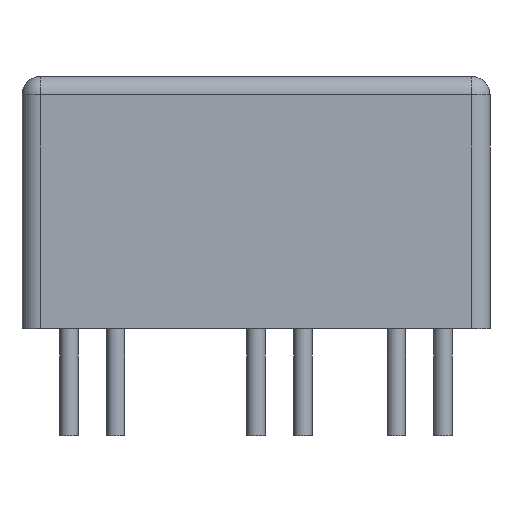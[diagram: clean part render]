
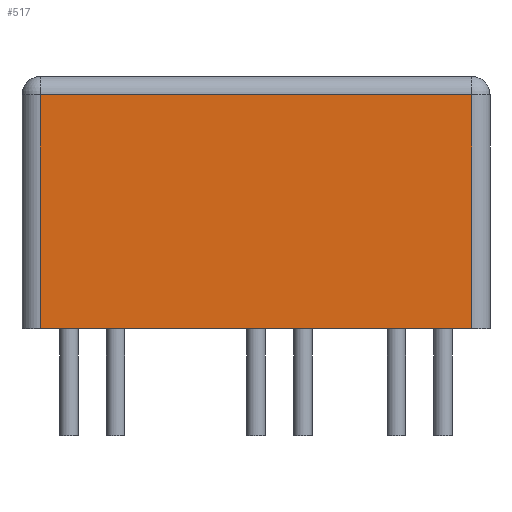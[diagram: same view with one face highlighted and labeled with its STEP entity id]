
A CAD part, left-side view. The second image highlights one B-rep face of the part: STEP entity #517.
In plain terms, the highlighted planar face has unit normal (-1, 0, 0).
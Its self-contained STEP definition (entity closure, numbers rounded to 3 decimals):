
#44 = PLANE('',#45);
#45 = AXIS2_PLACEMENT_3D('',#46,#47,#48);
#46 = CARTESIAN_POINT('',(25.4,12.7,0.));
#47 = DIRECTION('',(0.,0.,1.));
#48 = DIRECTION('',(1.,0.,0.));
#72 = CYLINDRICAL_SURFACE('',#73,1.);
#73 = AXIS2_PLACEMENT_3D('',#74,#75,#76);
#74 = CARTESIAN_POINT('',(1.,1.,0.));
#75 = DIRECTION('',(0.,0.,1.));
#76 = DIRECTION('',(0.,-1.,0.));
#252 = VERTEX_POINT('',#253);
#253 = CARTESIAN_POINT('',(0.,24.4,0.));
#268 = CYLINDRICAL_SURFACE('',#269,1.);
#269 = AXIS2_PLACEMENT_3D('',#270,#271,#272);
#270 = CARTESIAN_POINT('',(1.,24.4,0.));
#271 = DIRECTION('',(0.,0.,1.));
#272 = DIRECTION('',(0.,1.,0.));
#280 = EDGE_CURVE('',#252,#281,#283,.T.);
#281 = VERTEX_POINT('',#282);
#282 = CARTESIAN_POINT('',(0.,1.,0.));
#283 = SURFACE_CURVE('',#284,(#288,#295),.PCURVE_S1.);
#284 = LINE('',#285,#286);
#285 = CARTESIAN_POINT('',(0.,25.4,0.));
#286 = VECTOR('',#287,1.);
#287 = DIRECTION('',(0.,-1.,0.));
#288 = PCURVE('',#44,#289);
#289 = DEFINITIONAL_REPRESENTATION('',(#290),#294);
#290 = LINE('',#291,#292);
#291 = CARTESIAN_POINT('',(-25.4,12.7));
#292 = VECTOR('',#293,1.);
#293 = DIRECTION('',(0.,-1.));
#294 = ( GEOMETRIC_REPRESENTATION_CONTEXT(2) 
PARAMETRIC_REPRESENTATION_CONTEXT() REPRESENTATION_CONTEXT('2D SPACE',''
  ) );
#295 = PCURVE('',#296,#301);
#296 = PLANE('',#297);
#297 = AXIS2_PLACEMENT_3D('',#298,#299,#300);
#298 = CARTESIAN_POINT('',(0.,25.4,0.));
#299 = DIRECTION('',(1.,0.,0.));
#300 = DIRECTION('',(0.,-1.,0.));
#301 = DEFINITIONAL_REPRESENTATION('',(#302),#306);
#302 = LINE('',#303,#304);
#303 = CARTESIAN_POINT('',(0.,0.));
#304 = VECTOR('',#305,1.);
#305 = DIRECTION('',(1.,0.));
#306 = ( GEOMETRIC_REPRESENTATION_CONTEXT(2) 
PARAMETRIC_REPRESENTATION_CONTEXT() REPRESENTATION_CONTEXT('2D SPACE',''
  ) );
#338 = EDGE_CURVE('',#281,#339,#341,.T.);
#339 = VERTEX_POINT('',#340);
#340 = CARTESIAN_POINT('',(0.,1.,12.7));
#341 = SURFACE_CURVE('',#342,(#346,#353),.PCURVE_S1.);
#342 = LINE('',#343,#344);
#343 = CARTESIAN_POINT('',(0.,1.,0.));
#344 = VECTOR('',#345,1.);
#345 = DIRECTION('',(0.,0.,1.));
#346 = PCURVE('',#72,#347);
#347 = DEFINITIONAL_REPRESENTATION('',(#348),#352);
#348 = LINE('',#349,#350);
#349 = CARTESIAN_POINT('',(-1.571,0.));
#350 = VECTOR('',#351,1.);
#351 = DIRECTION('',(0.,1.));
#352 = ( GEOMETRIC_REPRESENTATION_CONTEXT(2) 
PARAMETRIC_REPRESENTATION_CONTEXT() REPRESENTATION_CONTEXT('2D SPACE',''
  ) );
#353 = PCURVE('',#296,#354);
#354 = DEFINITIONAL_REPRESENTATION('',(#355),#359);
#355 = LINE('',#356,#357);
#356 = CARTESIAN_POINT('',(24.4,0.));
#357 = VECTOR('',#358,1.);
#358 = DIRECTION('',(0.,-1.));
#359 = ( GEOMETRIC_REPRESENTATION_CONTEXT(2) 
PARAMETRIC_REPRESENTATION_CONTEXT() REPRESENTATION_CONTEXT('2D SPACE',''
  ) );
#517 = ADVANCED_FACE('',(#518),#296,.F.);
#518 = FACE_BOUND('',#519,.F.);
#519 = EDGE_LOOP('',(#520,#521,#544,#570));
#520 = ORIENTED_EDGE('',*,*,#280,.F.);
#521 = ORIENTED_EDGE('',*,*,#522,.T.);
#522 = EDGE_CURVE('',#252,#523,#525,.T.);
#523 = VERTEX_POINT('',#524);
#524 = CARTESIAN_POINT('',(0.,24.4,12.7));
#525 = SURFACE_CURVE('',#526,(#530,#537),.PCURVE_S1.);
#526 = LINE('',#527,#528);
#527 = CARTESIAN_POINT('',(0.,24.4,0.));
#528 = VECTOR('',#529,1.);
#529 = DIRECTION('',(0.,0.,1.));
#530 = PCURVE('',#296,#531);
#531 = DEFINITIONAL_REPRESENTATION('',(#532),#536);
#532 = LINE('',#533,#534);
#533 = CARTESIAN_POINT('',(1.,0.));
#534 = VECTOR('',#535,1.);
#535 = DIRECTION('',(0.,-1.));
#536 = ( GEOMETRIC_REPRESENTATION_CONTEXT(2) 
PARAMETRIC_REPRESENTATION_CONTEXT() REPRESENTATION_CONTEXT('2D SPACE',''
  ) );
#537 = PCURVE('',#268,#538);
#538 = DEFINITIONAL_REPRESENTATION('',(#539),#543);
#539 = LINE('',#540,#541);
#540 = CARTESIAN_POINT('',(1.571,0.));
#541 = VECTOR('',#542,1.);
#542 = DIRECTION('',(0.,1.));
#543 = ( GEOMETRIC_REPRESENTATION_CONTEXT(2) 
PARAMETRIC_REPRESENTATION_CONTEXT() REPRESENTATION_CONTEXT('2D SPACE',''
  ) );
#544 = ORIENTED_EDGE('',*,*,#545,.T.);
#545 = EDGE_CURVE('',#523,#339,#546,.T.);
#546 = SURFACE_CURVE('',#547,(#551,#558),.PCURVE_S1.);
#547 = LINE('',#548,#549);
#548 = CARTESIAN_POINT('',(0.,25.4,12.7));
#549 = VECTOR('',#550,1.);
#550 = DIRECTION('',(0.,-1.,0.));
#551 = PCURVE('',#296,#552);
#552 = DEFINITIONAL_REPRESENTATION('',(#553),#557);
#553 = LINE('',#554,#555);
#554 = CARTESIAN_POINT('',(0.,-12.7));
#555 = VECTOR('',#556,1.);
#556 = DIRECTION('',(1.,0.));
#557 = ( GEOMETRIC_REPRESENTATION_CONTEXT(2) 
PARAMETRIC_REPRESENTATION_CONTEXT() REPRESENTATION_CONTEXT('2D SPACE',''
  ) );
#558 = PCURVE('',#559,#564);
#559 = CYLINDRICAL_SURFACE('',#560,1.);
#560 = AXIS2_PLACEMENT_3D('',#561,#562,#563);
#561 = CARTESIAN_POINT('',(1.,25.4,12.7));
#562 = DIRECTION('',(0.,-1.,0.));
#563 = DIRECTION('',(-1.,0.,0.));
#564 = DEFINITIONAL_REPRESENTATION('',(#565),#569);
#565 = LINE('',#566,#567);
#566 = CARTESIAN_POINT('',(0.,0.));
#567 = VECTOR('',#568,1.);
#568 = DIRECTION('',(0.,1.));
#569 = ( GEOMETRIC_REPRESENTATION_CONTEXT(2) 
PARAMETRIC_REPRESENTATION_CONTEXT() REPRESENTATION_CONTEXT('2D SPACE',''
  ) );
#570 = ORIENTED_EDGE('',*,*,#338,.F.);
